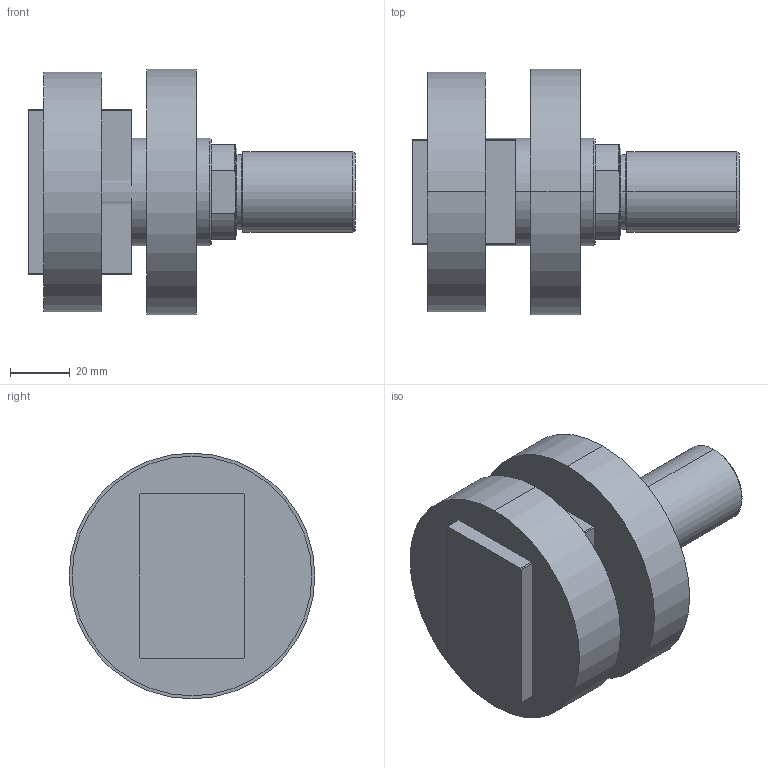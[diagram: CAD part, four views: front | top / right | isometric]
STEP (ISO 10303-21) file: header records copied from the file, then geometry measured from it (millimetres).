
FILE_DESCRIPTION (( 'STEP AP203' ), '1' );
FILE_NAME ('a56b.STEP', '2021-11-01T22:13:31', ( '' ), ( '' ), 'SwSTEP 2.0', 'SolidWorks 2019', '' );
FILE_SCHEMA (( 'CONFIG_CONTROL_DESIGN' ));
Length unit declared in the file: millimetre
Products named in the file (5): V450CM_MALE_METRIC d5b615a42c5f4909538bb0fa008adabb; V450CM_VC_B d5b615a42c5f4909538bb0fa008adabb; V450CM_E d5b615a42c5f4909538bb0fa008adabb; V450CM_E_VCP d5b615a42c5f4909538bb0fa008adabb; a56b
Assembly tree (4 placements, depth 2):
  a56b
    V450CM_E d5b615a42c5f4909538bb0fa008adabb
    V450CM_E_VCP d5b615a42c5f4909538bb0fa008adabb
    V450CM_VC_B d5b615a42c5f4909538bb0fa008adabb
    V450CM_MALE_METRIC d5b615a42c5f4909538bb0fa008adabb
Bounding box: 109 x 82 x 82 mm (x, y, z)
Volume: 308549 mm3; surface area: 57087.3 mm2
Topology: 5 solids, 5 shells, 160 faces, 374 edges, 241 vertices
Faces by surface type: plane 60, bspline 54, cylinder 26, cone 18, torus 2
Entity records: 7135 total; most frequent: CARTESIAN_POINT 3274, ORIENTED_EDGE 744, DIRECTION 560, EDGE_CURVE 372, VERTEX_POINT 241, AXIS2_PLACEMENT_3D 191, EDGE_LOOP 183, LINE 178
